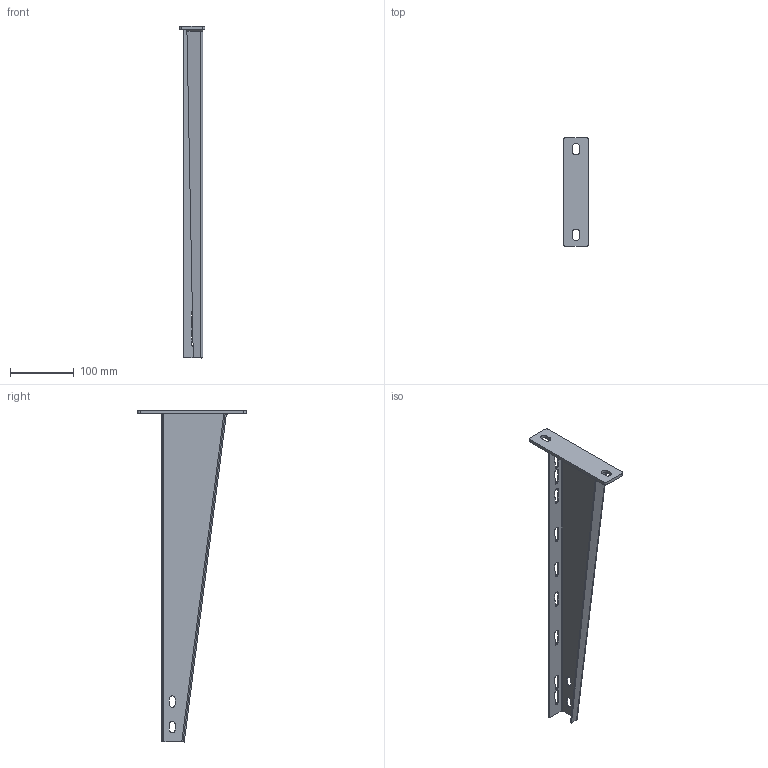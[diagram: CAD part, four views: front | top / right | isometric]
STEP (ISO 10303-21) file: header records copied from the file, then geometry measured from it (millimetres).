
FILE_DESCRIPTION((''),'2;1');
FILE_NAME('712150_ASM','2018-11-08T18:01:00',('tomasz.grudniewski'),(''),'CREO PARAMETRIC BY PTC INC, 2018260','CREO PARAMETRIC BY PTC INC, 2018260','');
FILE_SCHEMA(('CONFIG_CONTROL_DESIGN'));
Length unit declared in the file: millimetre
Products named in the file (3): PODSTAWA_40X170_PRT; WWCN_RAMIE_500_PRT; 712150_ASM
Assembly tree (2 placements, depth 2):
  712150_ASM
    PODSTAWA_40X170_PRT
    WWCN_RAMIE_500_PRT
Bounding box: 40 x 170 x 520.28 mm (x, y, z)
Volume: 143927 mm3; surface area: 131658 mm2
Topology: 2 solids, 3 shells, 125 faces, 348 edges, 228 vertices
Faces by surface type: plane 87, cylinder 34, bspline 3, cone 1
Entity records: 4229 total; most frequent: CARTESIAN_POINT 856, ORIENTED_EDGE 684, DIRECTION 661, EDGE_CURVE 348, VECTOR 275, LINE 275, VERTEX_POINT 228, AXIS2_PLACEMENT_3D 193
